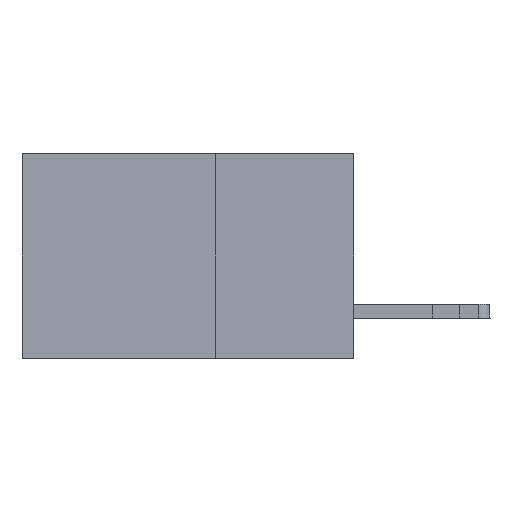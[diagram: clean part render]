
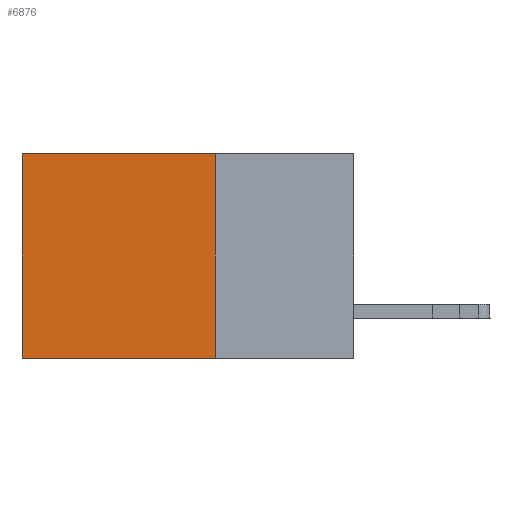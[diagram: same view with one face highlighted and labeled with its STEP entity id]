
A CAD part, left-side view. The second image highlights one B-rep face of the part: STEP entity #6876.
In plain terms, the highlighted planar face has unit normal (-1, 0, 0).
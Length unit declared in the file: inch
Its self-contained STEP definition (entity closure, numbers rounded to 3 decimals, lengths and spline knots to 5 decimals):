
#64 = VERTEX_POINT ( 'NONE', #14560 ) ;
#535 = EDGE_CURVE ( 'NONE', #64, #2454, #740, .T. ) ;
#740 = LINE ( 'NONE', #10924, #10335 ) ;
#1010 = LINE ( 'NONE', #2673, #10582 ) ;
#2084 = CARTESIAN_POINT ( 'NONE',  ( 0.2875, 0.6, -0.37 ) ) ;
#2428 = VERTEX_POINT ( 'NONE', #3666 ) ;
#2454 = VERTEX_POINT ( 'NONE', #2084 ) ;
#2673 = CARTESIAN_POINT ( 'NONE',  ( 0.2875, 0.25, 0. ) ) ;
#3331 = EDGE_LOOP ( 'NONE', ( #7084, #10666, #14249, #8054 ) ) ;
#3666 = CARTESIAN_POINT ( 'NONE',  ( 0.2875, 0.25, -0.37 ) ) ;
#3945 = CARTESIAN_POINT ( 'NONE',  ( 0.2875, 0.25, 0. ) ) ;
#3972 = DIRECTION ( 'NONE',  ( 0., 1., 0. ) ) ;
#5230 = PLANE ( 'NONE',  #5980 ) ;
#5288 = DIRECTION ( 'NONE',  ( 0., 0., -1. ) ) ;
#5499 = DIRECTION ( 'NONE',  ( 0., 1., 0. ) ) ;
#5980 = AXIS2_PLACEMENT_3D ( 'NONE', #3945, #12540, #5288 ) ;
#6196 = VERTEX_POINT ( 'NONE', #7577 ) ;
#6876 = ADVANCED_FACE ( 'NONE', ( #12820 ), #5230, .F. ) ;
#7084 = ORIENTED_EDGE ( 'NONE', *, *, #535, .T. ) ;
#7472 = VECTOR ( 'NONE', #5499, 39.37008 ) ;
#7577 = CARTESIAN_POINT ( 'NONE',  ( 0.2875, 0.25, 0. ) ) ;
#7903 = CARTESIAN_POINT ( 'NONE',  ( 0.2875, 0.25, -0.37 ) ) ;
#8054 = ORIENTED_EDGE ( 'NONE', *, *, #12795, .T. ) ;
#8599 = LINE ( 'NONE', #7903, #7472 ) ;
#8733 = LINE ( 'NONE', #9354, #11552 ) ;
#8771 = DIRECTION ( 'NONE',  ( 0., 0., -1. ) ) ;
#9354 = CARTESIAN_POINT ( 'NONE',  ( 0.2875, 0.25, 0. ) ) ;
#9674 = EDGE_CURVE ( 'NONE', #2428, #2454, #8599, .T. ) ;
#10335 = VECTOR ( 'NONE', #8771, 39.37008 ) ;
#10582 = VECTOR ( 'NONE', #3972, 39.37008 ) ;
#10666 = ORIENTED_EDGE ( 'NONE', *, *, #9674, .F. ) ;
#10924 = CARTESIAN_POINT ( 'NONE',  ( 0.2875, 0.6, 0. ) ) ;
#11079 = EDGE_CURVE ( 'NONE', #6196, #2428, #8733, .T. ) ;
#11552 = VECTOR ( 'NONE', #13023, 39.37008 ) ;
#12540 = DIRECTION ( 'NONE',  ( 1., 0., 0. ) ) ;
#12795 = EDGE_CURVE ( 'NONE', #6196, #64, #1010, .T. ) ;
#12820 = FACE_OUTER_BOUND ( 'NONE', #3331, .T. ) ;
#13023 = DIRECTION ( 'NONE',  ( 0., 0., -1. ) ) ;
#14249 = ORIENTED_EDGE ( 'NONE', *, *, #11079, .F. ) ;
#14560 = CARTESIAN_POINT ( 'NONE',  ( 0.2875, 0.6, 0. ) ) ;
